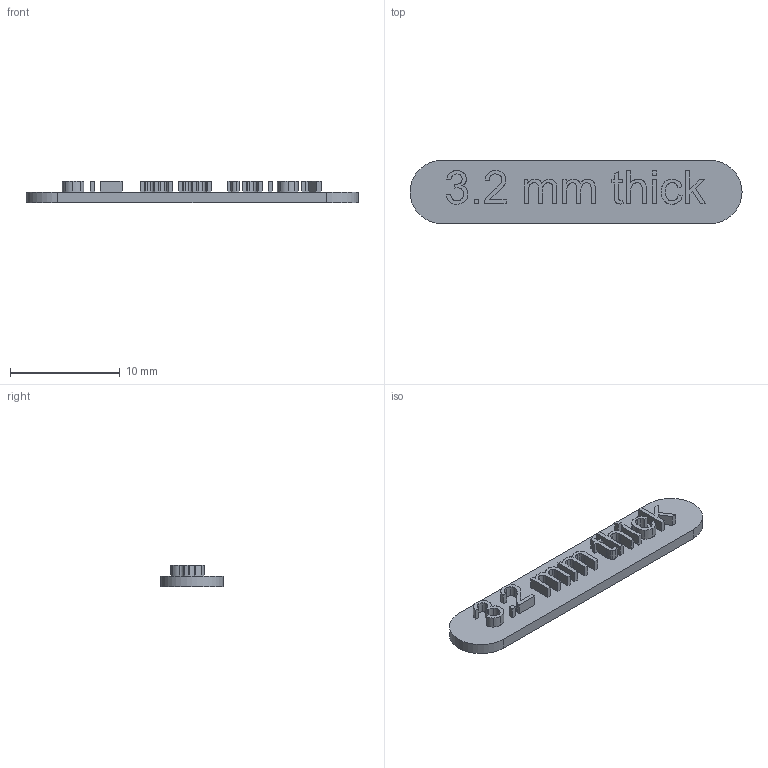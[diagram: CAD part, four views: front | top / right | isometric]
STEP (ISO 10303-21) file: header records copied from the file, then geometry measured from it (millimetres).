
FILE_DESCRIPTION(/* description */ (''),/* implementation_level */ '2;1');
FILE_NAME(/* name */ '3.2mm thick.step',/* time_stamp */ '2023-08-05T18:46:55+01:00',/* author */ (''),/* organization */ (''),/* preprocessor_version */ 'ST-DEVELOPER v20',/* originating_system */ 'Autodesk Translation Framework v12.9.0.99',/* authorisation */ '');
FILE_SCHEMA (('AUTOMOTIVE_DESIGN { 1 0 10303 214 3 1 1 }'));
Length unit declared in the file: millimetre
Products named in the file (1): 3.2mm thick
Bounding box: 30.19 x 5.73 x 2 mm (x, y, z)
Volume: 185 mm3; surface area: 542.6 mm2
Topology: 9 solids, 9 shells, 213 faces, 576 edges, 384 vertices
Faces by surface type: bspline 113, plane 98, cylinder 2
Entity records: 7709 total; most frequent: CARTESIAN_POINT 3095, ORIENTED_EDGE 1152, EDGE_CURVE 576, DIRECTION 556, VERTEX_POINT 384, LINE 346, VECTOR 346, B_SPLINE_CURVE_WITH_KNOTS 226
